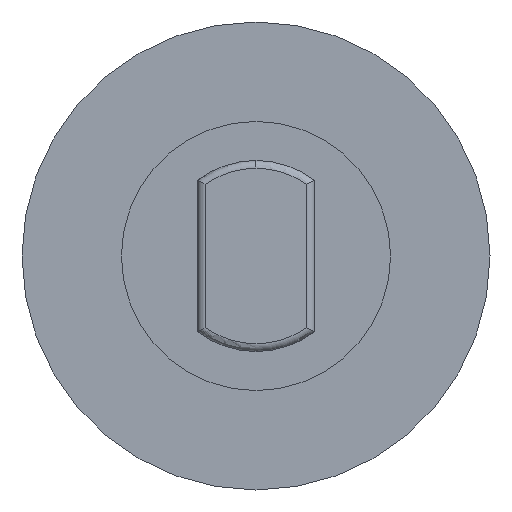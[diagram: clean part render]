
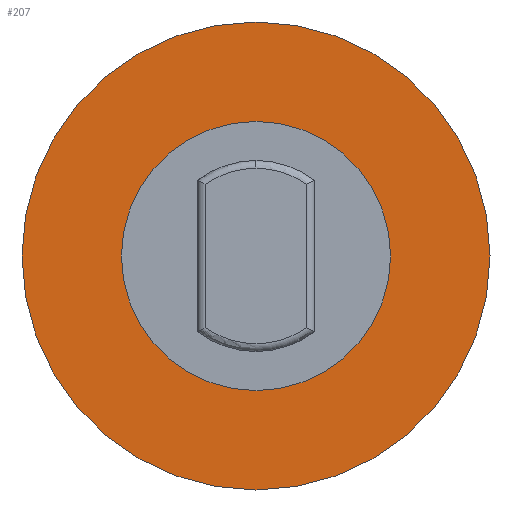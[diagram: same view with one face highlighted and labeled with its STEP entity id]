
A CAD part, left-side view. The second image highlights one B-rep face of the part: STEP entity #207.
In plain terms, the highlighted planar face has unit normal (-1, 0, 0).
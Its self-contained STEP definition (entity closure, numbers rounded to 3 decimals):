
#32 = CARTESIAN_POINT ( 'NONE',  ( 12.5, 0., 0. ) ) ;
#35 = CIRCLE ( 'NONE', #691, 1.725 ) ;
#40 = CARTESIAN_POINT ( 'NONE',  ( 12.5, 0., 3. ) ) ;
#41 = AXIS2_PLACEMENT_3D ( 'NONE', #269, #366, #545 ) ;
#89 = CARTESIAN_POINT ( 'NONE',  ( 12.5, 0., 0. ) ) ;
#103 = ORIENTED_EDGE ( 'NONE', *, *, #515, .T. ) ;
#126 = VERTEX_POINT ( 'NONE', #311 ) ;
#130 = AXIS2_PLACEMENT_3D ( 'NONE', #658, #495, #708 ) ;
#152 = DIRECTION ( 'NONE',  ( 0., 0., -1. ) ) ;
#160 = CARTESIAN_POINT ( 'NONE',  ( 12.5, 0., -1.725 ) ) ;
#176 = EDGE_CURVE ( 'NONE', #439, #126, #491, .T. ) ;
#191 = FACE_BOUND ( 'NONE', #647, .T. ) ;
#207 = ADVANCED_FACE ( 'NONE', ( #554, #191 ), #212, .F. ) ;
#212 = PLANE ( 'NONE',  #41 ) ;
#219 = AXIS2_PLACEMENT_3D ( 'NONE', #293, #567, #290 ) ;
#247 = AXIS2_PLACEMENT_3D ( 'NONE', #89, #423, #707 ) ;
#260 = DIRECTION ( 'NONE',  ( 1., 0., 0. ) ) ;
#261 = VERTEX_POINT ( 'NONE', #724 ) ;
#269 = CARTESIAN_POINT ( 'NONE',  ( 12.5, 0., 0. ) ) ;
#284 = VERTEX_POINT ( 'NONE', #160 ) ;
#290 = DIRECTION ( 'NONE',  ( 0., 0., -1. ) ) ;
#293 = CARTESIAN_POINT ( 'NONE',  ( 12.5, 0., 0. ) ) ;
#311 = CARTESIAN_POINT ( 'NONE',  ( 12.5, 0., -3. ) ) ;
#349 = ORIENTED_EDGE ( 'NONE', *, *, #176, .F. ) ;
#366 = DIRECTION ( 'NONE',  ( 1., 0., 0. ) ) ;
#380 = ORIENTED_EDGE ( 'NONE', *, *, #434, .T. ) ;
#392 = CIRCLE ( 'NONE', #219, 3. ) ;
#423 = DIRECTION ( 'NONE',  ( 1., 0., 0. ) ) ;
#434 = EDGE_CURVE ( 'NONE', #284, #261, #35, .T. ) ;
#439 = VERTEX_POINT ( 'NONE', #40 ) ;
#491 = CIRCLE ( 'NONE', #130, 3. ) ;
#495 = DIRECTION ( 'NONE',  ( 1., 0., 0. ) ) ;
#515 = EDGE_CURVE ( 'NONE', #261, #284, #687, .T. ) ;
#545 = DIRECTION ( 'NONE',  ( 0., 0., -1. ) ) ;
#554 = FACE_OUTER_BOUND ( 'NONE', #604, .T. ) ;
#567 = DIRECTION ( 'NONE',  ( 1., 0., 0. ) ) ;
#604 = EDGE_LOOP ( 'NONE', ( #349, #668 ) ) ;
#647 = EDGE_LOOP ( 'NONE', ( #103, #380 ) ) ;
#658 = CARTESIAN_POINT ( 'NONE',  ( 12.5, 0., 0. ) ) ;
#668 = ORIENTED_EDGE ( 'NONE', *, *, #680, .F. ) ;
#680 = EDGE_CURVE ( 'NONE', #126, #439, #392, .T. ) ;
#687 = CIRCLE ( 'NONE', #247, 1.725 ) ;
#691 = AXIS2_PLACEMENT_3D ( 'NONE', #32, #260, #152 ) ;
#707 = DIRECTION ( 'NONE',  ( 0., 0., -1. ) ) ;
#708 = DIRECTION ( 'NONE',  ( 0., 0., -1. ) ) ;
#724 = CARTESIAN_POINT ( 'NONE',  ( 12.5, 0., 1.725 ) ) ;
